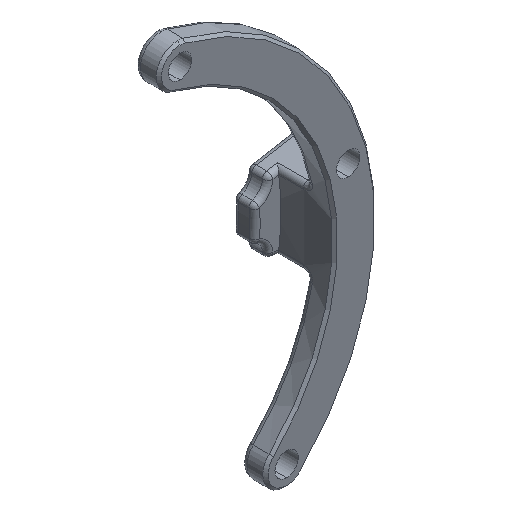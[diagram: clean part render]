
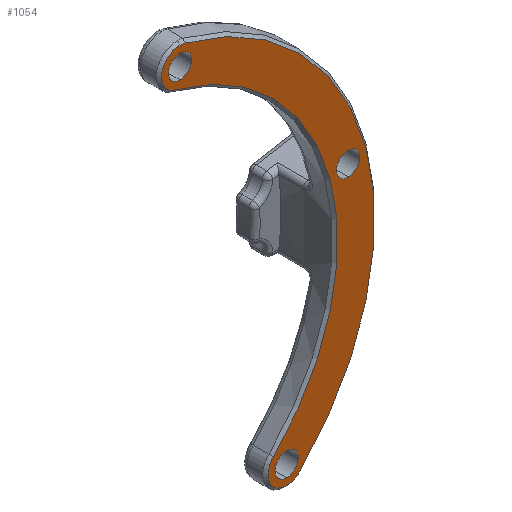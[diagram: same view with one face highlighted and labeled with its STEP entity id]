
A CAD part, isometric view. The second image highlights one B-rep face of the part: STEP entity #1054.
In plain terms, the highlighted planar face has unit normal (0, -1, 0).
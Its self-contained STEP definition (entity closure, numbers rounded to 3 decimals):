
#38 = VERTEX_POINT ( 'NONE', #182 ) ;
#63 = VERTEX_POINT ( 'NONE', #873 ) ;
#70 = CIRCLE ( 'NONE', #976, 3.5 ) ;
#122 = DIRECTION ( 'NONE',  ( 0., 0., 1. ) ) ;
#166 = CIRCLE ( 'NONE', #1509, 2.2 ) ;
#167 = EDGE_CURVE ( 'NONE', #927, #38, #166, .T. ) ;
#182 = CARTESIAN_POINT ( 'NONE',  ( 43.467, 0., 13.847 ) ) ;
#213 = CARTESIAN_POINT ( 'NONE',  ( 10.741, 0., 40.086 ) ) ;
#222 = CARTESIAN_POINT ( 'NONE',  ( 43.467, 0., 9.447 ) ) ;
#224 = DIRECTION ( 'NONE',  ( 0., 1., 0. ) ) ;
#239 = DIRECTION ( 'NONE',  ( 0., -1., 0. ) ) ;
#241 = VERTEX_POINT ( 'NONE', #1712 ) ;
#280 = DIRECTION ( 'NONE',  ( 0., 0., 1. ) ) ;
#306 = EDGE_CURVE ( 'NONE', #1063, #621, #1539, .T. ) ;
#371 = ORIENTED_EDGE ( 'NONE', *, *, #1047, .T. ) ;
#387 = CARTESIAN_POINT ( 'NONE',  ( 43.467, 0., 11.647 ) ) ;
#404 = ORIENTED_EDGE ( 'NONE', *, *, #1242, .T. ) ;
#407 = VERTEX_POINT ( 'NONE', #800 ) ;
#423 = CIRCLE ( 'NONE', #1412, 41.5 ) ;
#425 = AXIS2_PLACEMENT_3D ( 'NONE', #1261, #1780, #487 ) ;
#436 = CARTESIAN_POINT ( 'NONE',  ( 11.647, 0., 43.467 ) ) ;
#465 = ORIENTED_EDGE ( 'NONE', *, *, #583, .T. ) ;
#487 = DIRECTION ( 'NONE',  ( 0., 0., 1. ) ) ;
#492 = CIRCLE ( 'NONE', #1099, 2.2 ) ;
#567 = CARTESIAN_POINT ( 'NONE',  ( 12.553, 0., 46.847 ) ) ;
#583 = EDGE_CURVE ( 'NONE', #38, #927, #1224, .T. ) ;
#593 = VERTEX_POINT ( 'NONE', #567 ) ;
#610 = DIRECTION ( 'NONE',  ( 0., 1., 0. ) ) ;
#621 = VERTEX_POINT ( 'NONE', #213 ) ;
#649 = CARTESIAN_POINT ( 'NONE',  ( 31.82, 0., -34.02 ) ) ;
#701 = CARTESIAN_POINT ( 'NONE',  ( 31.82, 0., -31.82 ) ) ;
#741 = EDGE_LOOP ( 'NONE', ( #2048, #1320, #404, #1168, #1588 ) ) ;
#761 = VERTEX_POINT ( 'NONE', #649 ) ;
#765 = AXIS2_PLACEMENT_3D ( 'NONE', #833, #1188, #280 ) ;
#771 = DIRECTION ( 'NONE',  ( 0., 0., 1. ) ) ;
#777 = AXIS2_PLACEMENT_3D ( 'NONE', #1920, #837, #1568 ) ;
#792 = CARTESIAN_POINT ( 'NONE',  ( 11.647, 0., 43.467 ) ) ;
#800 = CARTESIAN_POINT ( 'NONE',  ( 34.295, 0., -34.295 ) ) ;
#806 = EDGE_CURVE ( 'NONE', #621, #241, #423, .T. ) ;
#825 = ORIENTED_EDGE ( 'NONE', *, *, #1406, .T. ) ;
#833 = CARTESIAN_POINT ( 'NONE',  ( 31.82, 0., -31.82 ) ) ;
#835 = DIRECTION ( 'NONE',  ( 0., 1., 0. ) ) ;
#837 = DIRECTION ( 'NONE',  ( 0., -1., 0. ) ) ;
#858 = EDGE_CURVE ( 'NONE', #241, #407, #2251, .T. ) ;
#873 = CARTESIAN_POINT ( 'NONE',  ( 11.647, 0., 41.267 ) ) ;
#890 = DIRECTION ( 'NONE',  ( 0., 0., 1. ) ) ;
#904 = CARTESIAN_POINT ( 'NONE',  ( 43.467, 0., 11.647 ) ) ;
#923 = DIRECTION ( 'NONE',  ( 0., -1., 0. ) ) ;
#927 = VERTEX_POINT ( 'NONE', #222 ) ;
#976 = AXIS2_PLACEMENT_3D ( 'NONE', #792, #239, #1496 ) ;
#1004 = FACE_BOUND ( 'NONE', #1666, .T. ) ;
#1027 = AXIS2_PLACEMENT_3D ( 'NONE', #1916, #2322, #1561 ) ;
#1038 = AXIS2_PLACEMENT_3D ( 'NONE', #1069, #923, #890 ) ;
#1047 = EDGE_CURVE ( 'NONE', #1237, #761, #1260, .T. ) ;
#1054 = ADVANCED_FACE ( 'NONE', ( #1746, #1004, #1757, #1736 ), #1222, .F. ) ;
#1063 = VERTEX_POINT ( 'NONE', #2284 ) ;
#1069 = CARTESIAN_POINT ( 'NONE',  ( 0., 0., 0. ) ) ;
#1099 = AXIS2_PLACEMENT_3D ( 'NONE', #436, #1313, #1482 ) ;
#1136 = EDGE_CURVE ( 'NONE', #1878, #63, #2288, .T. ) ;
#1168 = ORIENTED_EDGE ( 'NONE', *, *, #1627, .T. ) ;
#1183 = CIRCLE ( 'NONE', #425, 2.2 ) ;
#1188 = DIRECTION ( 'NONE',  ( 0., 1., 0. ) ) ;
#1222 = PLANE ( 'NONE',  #1027 ) ;
#1224 = CIRCLE ( 'NONE', #1498, 2.2 ) ;
#1237 = VERTEX_POINT ( 'NONE', #2157 ) ;
#1242 = EDGE_CURVE ( 'NONE', #407, #593, #2254, .T. ) ;
#1260 = CIRCLE ( 'NONE', #765, 2.2 ) ;
#1261 = CARTESIAN_POINT ( 'NONE',  ( 31.82, 0., -31.82 ) ) ;
#1313 = DIRECTION ( 'NONE',  ( 0., 1., 0. ) ) ;
#1320 = ORIENTED_EDGE ( 'NONE', *, *, #858, .T. ) ;
#1406 = EDGE_CURVE ( 'NONE', #63, #1878, #492, .T. ) ;
#1412 = AXIS2_PLACEMENT_3D ( 'NONE', #2102, #835, #2326 ) ;
#1422 = EDGE_LOOP ( 'NONE', ( #1623, #371 ) ) ;
#1430 = DIRECTION ( 'NONE',  ( 0., -1., 0. ) ) ;
#1482 = DIRECTION ( 'NONE',  ( 0., 0., 1. ) ) ;
#1496 = DIRECTION ( 'NONE',  ( 0., 0., 1. ) ) ;
#1498 = AXIS2_PLACEMENT_3D ( 'NONE', #904, #224, #2026 ) ;
#1509 = AXIS2_PLACEMENT_3D ( 'NONE', #387, #610, #771 ) ;
#1539 = CIRCLE ( 'NONE', #777, 3.5 ) ;
#1561 = DIRECTION ( 'NONE',  ( 0., 0., 1. ) ) ;
#1568 = DIRECTION ( 'NONE',  ( 0., 0., 1. ) ) ;
#1588 = ORIENTED_EDGE ( 'NONE', *, *, #306, .T. ) ;
#1608 = DIRECTION ( 'NONE',  ( 0., 1., 0. ) ) ;
#1623 = ORIENTED_EDGE ( 'NONE', *, *, #2121, .T. ) ;
#1627 = EDGE_CURVE ( 'NONE', #593, #1063, #70, .T. ) ;
#1666 = EDGE_LOOP ( 'NONE', ( #825, #2175 ) ) ;
#1691 = CARTESIAN_POINT ( 'NONE',  ( 11.647, 0., 45.667 ) ) ;
#1712 = CARTESIAN_POINT ( 'NONE',  ( 29.345, 0., -29.345 ) ) ;
#1736 = FACE_BOUND ( 'NONE', #1422, .T. ) ;
#1746 = FACE_OUTER_BOUND ( 'NONE', #741, .T. ) ;
#1757 = FACE_BOUND ( 'NONE', #1973, .T. ) ;
#1780 = DIRECTION ( 'NONE',  ( 0., 1., 0. ) ) ;
#1878 = VERTEX_POINT ( 'NONE', #1691 ) ;
#1916 = CARTESIAN_POINT ( 'NONE',  ( 0., 0., 0. ) ) ;
#1920 = CARTESIAN_POINT ( 'NONE',  ( 11.647, 0., 43.467 ) ) ;
#1973 = EDGE_LOOP ( 'NONE', ( #2153, #465 ) ) ;
#2026 = DIRECTION ( 'NONE',  ( 0., 0., 1. ) ) ;
#2048 = ORIENTED_EDGE ( 'NONE', *, *, #806, .T. ) ;
#2093 = AXIS2_PLACEMENT_3D ( 'NONE', #2301, #1608, #122 ) ;
#2102 = CARTESIAN_POINT ( 'NONE',  ( 0., 0., 0. ) ) ;
#2121 = EDGE_CURVE ( 'NONE', #761, #1237, #1183, .T. ) ;
#2149 = DIRECTION ( 'NONE',  ( 0., 0., 1. ) ) ;
#2153 = ORIENTED_EDGE ( 'NONE', *, *, #167, .T. ) ;
#2157 = CARTESIAN_POINT ( 'NONE',  ( 31.82, 0., -29.62 ) ) ;
#2175 = ORIENTED_EDGE ( 'NONE', *, *, #1136, .T. ) ;
#2209 = AXIS2_PLACEMENT_3D ( 'NONE', #701, #1430, #2149 ) ;
#2251 = CIRCLE ( 'NONE', #2209, 3.5 ) ;
#2254 = CIRCLE ( 'NONE', #1038, 48.5 ) ;
#2284 = CARTESIAN_POINT ( 'NONE',  ( 11.647, 0., 46.967 ) ) ;
#2288 = CIRCLE ( 'NONE', #2093, 2.2 ) ;
#2301 = CARTESIAN_POINT ( 'NONE',  ( 11.647, 0., 43.467 ) ) ;
#2322 = DIRECTION ( 'NONE',  ( 0., 1., 0. ) ) ;
#2326 = DIRECTION ( 'NONE',  ( 0., 0., 1. ) ) ;
